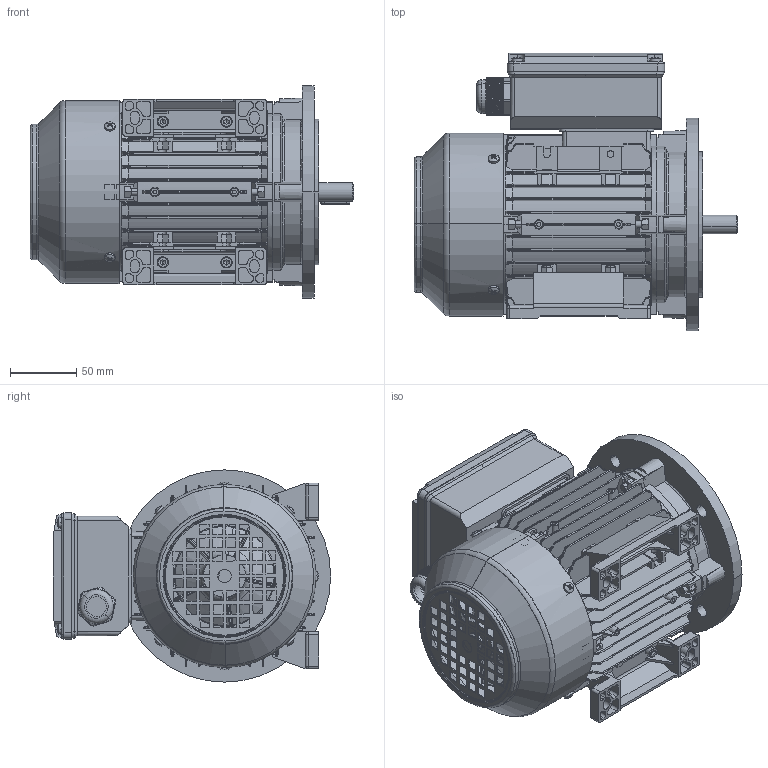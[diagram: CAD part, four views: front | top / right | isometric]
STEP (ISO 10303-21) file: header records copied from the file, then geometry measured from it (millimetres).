
FILE_DESCRIPTION (( 'STEP AP203' ), '1' );
FILE_NAME ('MY2 71 B35 臏源.STEP', '2024-09-04T02:36:25', ( '' ), ( '' ), 'SwSTEP 2.0', 'SolidWorks 2023', '' );
FILE_SCHEMA (( 'CONFIG_CONTROL_DESIGN' ));
Length unit declared in the file: millimetre
Products named in the file (18): hexagon socket head cap screws gb_GB_FASTENER_SCREWS_HSHCS M5X25-N; TA71风罩; MS71 风叶; TAN71 机壳; hexagon socket head cap screws gb_GB_FASTENER_SCREWS_HSHCS M5X16-N; TAN71 B5盖; (MY2 63-71)MY63-71接线盒盖(铝) 方; (MY2 63-71)MY63-71接线盒总成 (铝) 方; TAN71 后盖; T71转轴; TAN71 底脚; (MY2 63-71)MY63-71接线盒座(铝) 方; cross recessed thread forming screws gb_GB_CROSS_SCREWS_TYPE138 M4X10-N; plain parallel keys_GB_CONNECTING_PIECE_KEYS_CSK 5X22; M20×1.5螺套; hexagon nuts grade c gb_GB_FASTENER_NUT_SNC1 M5-N; MY2 71 B35 铝方; cross recessed pan head screws gb_GB_CROSS_SCREWS_TYPE1 M4X12-12  H type-N
Assembly tree (45 placements, depth 3):
  MY2 71 B35 铝方
    TAN71 机壳
    TAN71 后盖
    TAN71 底脚  x2
    T71转轴
    TA71风罩
    MS71 风叶
    hexagon nuts grade c gb_GB_FASTENER_NUT_SNC1 M5-N  x12
    hexagon socket head cap screws gb_GB_FASTENER_SCREWS_HSHCS M5X25-N  x8
    cross recessed thread forming screws gb_GB_CROSS_SCREWS_TYPE138 M4X10-N  x4
    hexagon socket head cap screws gb_GB_FASTENER_SCREWS_HSHCS M5X16-N  x4
    plain parallel keys_GB_CONNECTING_PIECE_KEYS_CSK 5X22
    TAN71 B5盖
    (MY2 63-71)MY63-71接线盒总成 (铝) 方
      (MY2 63-71)MY63-71接线盒座(铝) 方
      (MY2 63-71)MY63-71接线盒盖(铝) 方
      cross recessed pan head screws gb_GB_CROSS_SCREWS_TYPE1 M4X12-12  H type-N  x4
      M20×1.5螺套
Bounding box: 244 x 209 x 160 mm (x, y, z)
Volume: 787485.3 mm3; surface area: 569610.5 mm2
Topology: 44 solids, 44 shells, 4602 faces, 11911 edges, 7460 vertices
Faces by surface type: plane 2239, cylinder 1213, bspline 554, cone 400, torus 160, sphere 36
Entity records: 138854 total; most frequent: CARTESIAN_POINT 45672, ORIENTED_EDGE 20308, DIRECTION 17166, EDGE_CURVE 10154, VERTEX_POINT 6390, AXIS2_PLACEMENT_3D 5988, LINE 5190, VECTOR 5190
